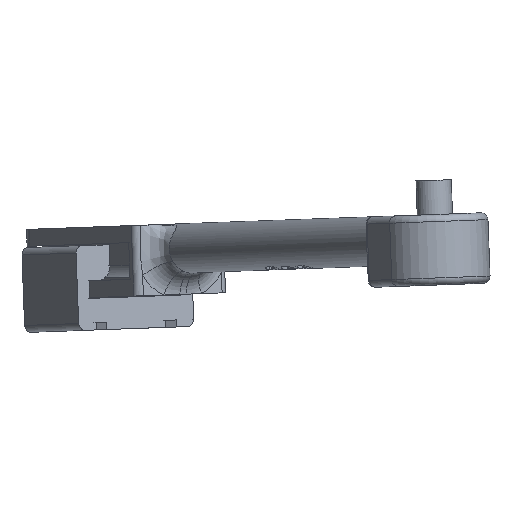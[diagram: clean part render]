
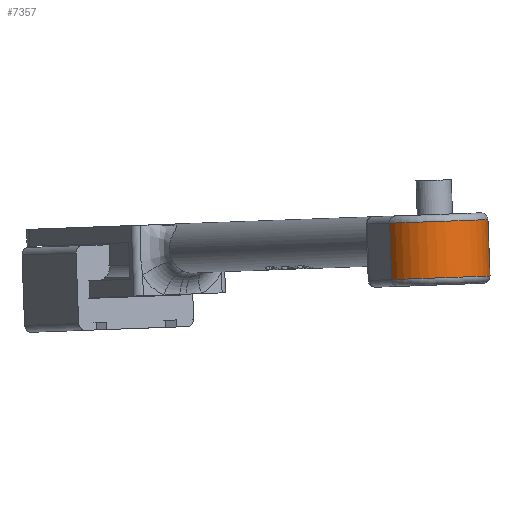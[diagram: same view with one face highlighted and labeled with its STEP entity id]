
A CAD part, front view. The second image highlights one B-rep face of the part: STEP entity #7357.
In plain terms, the highlighted cylindrical face has radius 15 mm (diameter 30 mm), a partial arc.
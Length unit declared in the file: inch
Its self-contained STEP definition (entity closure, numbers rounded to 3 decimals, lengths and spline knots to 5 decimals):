
#658=LINE('',#12139,#1180);
#661=LINE('',#12152,#1183);
#1180=VECTOR('',#8671,0.3937);
#1183=VECTOR('',#8676,0.3937);
#1622=CYLINDRICAL_SURFACE('',#7788,0.59055);
#1803=FACE_OUTER_BOUND('',#2182,.T.);
#2182=EDGE_LOOP('',(#5266,#5267,#5268,#5269));
#2585=CIRCLE('',#7781,0.59055);
#2589=CIRCLE('',#7789,0.59055);
#3060=VERTEX_POINT('',#12116);
#3062=VERTEX_POINT('',#12122);
#3067=VERTEX_POINT('',#12138);
#3070=VERTEX_POINT('',#12151);
#3896=EDGE_CURVE('',#3060,#3062,#2585,.T.);
#3902=EDGE_CURVE('',#3062,#3067,#658,.T.);
#3906=EDGE_CURVE('',#3060,#3070,#661,.T.);
#3907=EDGE_CURVE('',#3067,#3070,#2589,.T.);
#5266=ORIENTED_EDGE('',*,*,#3896,.F.);
#5267=ORIENTED_EDGE('',*,*,#3906,.T.);
#5268=ORIENTED_EDGE('',*,*,#3907,.F.);
#5269=ORIENTED_EDGE('',*,*,#3902,.F.);
#7357=ADVANCED_FACE('',(#1803),#1622,.T.);
#7781=AXIS2_PLACEMENT_3D('',#12126,#8655,#8656);
#7788=AXIS2_PLACEMENT_3D('',#12150,#8674,#8675);
#7789=AXIS2_PLACEMENT_3D('',#12153,#8677,#8678);
#8655=DIRECTION('center_axis',(-0.037,0.,
0.999));
#8656=DIRECTION('ref_axis',(0.511,-0.859,0.019));
#8671=DIRECTION('',(0.037,0.,-0.999));
#8674=DIRECTION('center_axis',(0.037,0.,
-0.999));
#8675=DIRECTION('ref_axis',(0.859,0.512,0.031));
#8676=DIRECTION('',(0.037,0.,-0.999));
#8677=DIRECTION('center_axis',(0.037,0.,
-0.999));
#8678=DIRECTION('ref_axis',(0.511,-0.859,0.019));
#12116=CARTESIAN_POINT('',(-1.56099,0.53795,0.47596));
#12122=CARTESIAN_POINT('',(-0.54684,1.14219,0.51304));
#12126=CARTESIAN_POINT('Origin',(-1.05392,0.84007,0.4945));
#12138=CARTESIAN_POINT('',(-0.52382,1.14219,-0.11646));
#12139=CARTESIAN_POINT('',(-0.54971,1.14219,0.59173));
#12150=CARTESIAN_POINT('Origin',(-1.05679,0.84007,0.57319));
#12151=CARTESIAN_POINT('',(-1.53797,0.53795,-0.15354));
#12152=CARTESIAN_POINT('',(-1.56387,0.53795,0.55465));
#12153=CARTESIAN_POINT('Origin',(-1.0309,0.84007,-0.135));
